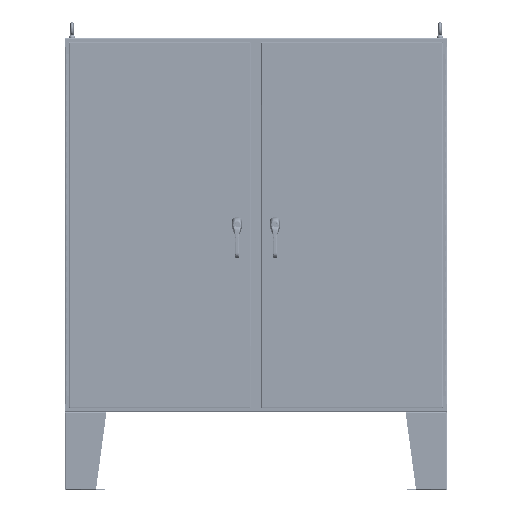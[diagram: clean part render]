
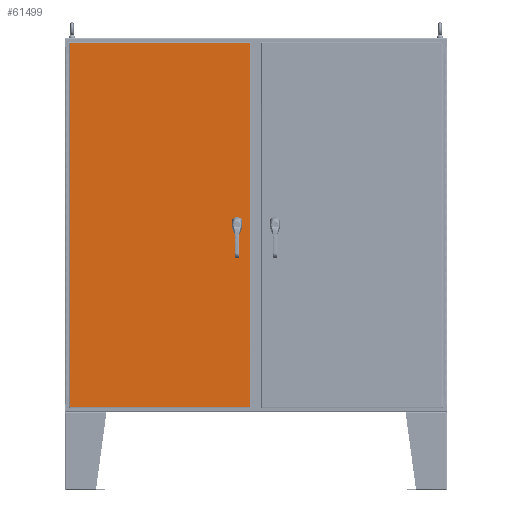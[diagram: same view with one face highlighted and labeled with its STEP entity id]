
A CAD part, top view. The second image highlights one B-rep face of the part: STEP entity #61499.
In plain terms, the highlighted planar face has unit normal (0, 0, 1).
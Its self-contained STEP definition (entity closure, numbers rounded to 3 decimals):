
#2401=FACE_BOUND('',#9374,.T.);
#2402=FACE_BOUND('',#9375,.T.);
#2403=FACE_BOUND('',#9376,.T.);
#2404=FACE_BOUND('',#9377,.T.);
#3530=PLANE('',#65631);
#5478=FACE_OUTER_BOUND('',#9373,.T.);
#9373=EDGE_LOOP('',(#42867,#42868,#42869,#42870));
#9374=EDGE_LOOP('',(#42871,#42872,#42873,#42874,#42875,#42876,#42877,#42878));
#9375=EDGE_LOOP('',(#42879));
#9376=EDGE_LOOP('',(#42880));
#9377=EDGE_LOOP('',(#42881));
#13645=CIRCLE('',#65577,0.453);
#13647=CIRCLE('',#65581,0.453);
#13649=CIRCLE('',#65585,0.453);
#13651=CIRCLE('',#65589,0.453);
#13653=CIRCLE('',#65592,0.14);
#13655=CIRCLE('',#65595,0.14);
#13657=CIRCLE('',#65598,0.14);
#17022=LINE('',#92666,#22023);
#17026=LINE('',#92678,#22027);
#17030=LINE('',#92690,#22031);
#17034=LINE('',#92702,#22035);
#17054=LINE('',#92773,#22055);
#17070=LINE('',#92895,#22071);
#17084=LINE('',#93012,#22085);
#17095=LINE('',#93123,#22096);
#22023=VECTOR('',#73634,0.427);
#22027=VECTOR('',#73646,0.427);
#22031=VECTOR('',#73658,0.427);
#22035=VECTOR('',#73670,0.427);
#22055=VECTOR('',#73726,70.295);
#22071=VECTOR('',#73756,34.67);
#22085=VECTOR('',#73784,70.295);
#22096=VECTOR('',#73807,34.67);
#27047=VERTEX_POINT('',#92663);
#27048=VERTEX_POINT('',#92665);
#27050=VERTEX_POINT('',#92671);
#27052=VERTEX_POINT('',#92677);
#27054=VERTEX_POINT('',#92683);
#27056=VERTEX_POINT('',#92689);
#27058=VERTEX_POINT('',#92695);
#27060=VERTEX_POINT('',#92701);
#27062=VERTEX_POINT('',#92710);
#27064=VERTEX_POINT('',#92715);
#27066=VERTEX_POINT('',#92720);
#27082=VERTEX_POINT('',#92761);
#27083=VERTEX_POINT('',#92772);
#27094=VERTEX_POINT('',#92884);
#27102=VERTEX_POINT('',#93001);
#32998=EDGE_CURVE('',#27048,#27047,#17022,.T.);
#33001=EDGE_CURVE('',#27050,#27048,#13645,.T.);
#33004=EDGE_CURVE('',#27052,#27050,#17026,.T.);
#33007=EDGE_CURVE('',#27054,#27052,#13647,.T.);
#33010=EDGE_CURVE('',#27056,#27054,#17030,.T.);
#33013=EDGE_CURVE('',#27058,#27056,#13649,.T.);
#33016=EDGE_CURVE('',#27060,#27058,#17034,.T.);
#33019=EDGE_CURVE('',#27047,#27060,#13651,.T.);
#33021=EDGE_CURVE('',#27062,#27062,#13653,.T.);
#33023=EDGE_CURVE('',#27064,#27064,#13655,.T.);
#33025=EDGE_CURVE('',#27066,#27066,#13657,.T.);
#33045=EDGE_CURVE('',#27083,#27082,#17054,.T.);
#33065=EDGE_CURVE('',#27082,#27094,#17070,.T.);
#33083=EDGE_CURVE('',#27094,#27102,#17084,.T.);
#33098=EDGE_CURVE('',#27102,#27083,#17095,.T.);
#42867=ORIENTED_EDGE('',*,*,#33045,.T.);
#42868=ORIENTED_EDGE('',*,*,#33065,.T.);
#42869=ORIENTED_EDGE('',*,*,#33083,.T.);
#42870=ORIENTED_EDGE('',*,*,#33098,.T.);
#42871=ORIENTED_EDGE('',*,*,#32998,.T.);
#42872=ORIENTED_EDGE('',*,*,#33019,.T.);
#42873=ORIENTED_EDGE('',*,*,#33016,.T.);
#42874=ORIENTED_EDGE('',*,*,#33013,.T.);
#42875=ORIENTED_EDGE('',*,*,#33010,.T.);
#42876=ORIENTED_EDGE('',*,*,#33007,.T.);
#42877=ORIENTED_EDGE('',*,*,#33004,.T.);
#42878=ORIENTED_EDGE('',*,*,#33001,.T.);
#42879=ORIENTED_EDGE('',*,*,#33021,.T.);
#42880=ORIENTED_EDGE('',*,*,#33023,.T.);
#42881=ORIENTED_EDGE('',*,*,#33025,.T.);
#61499=ADVANCED_FACE('',(#5478,#2401,#2402,#2403,#2404),#3530,.T.);
#65577=AXIS2_PLACEMENT_3D('',#92672,#73640,#73641);
#65581=AXIS2_PLACEMENT_3D('',#92684,#73652,#73653);
#65585=AXIS2_PLACEMENT_3D('',#92696,#73664,#73665);
#65589=AXIS2_PLACEMENT_3D('',#92706,#73676,#73677);
#65592=AXIS2_PLACEMENT_3D('',#92711,#73682,#73683);
#65595=AXIS2_PLACEMENT_3D('',#92716,#73688,#73689);
#65598=AXIS2_PLACEMENT_3D('',#92721,#73694,#73695);
#65631=AXIS2_PLACEMENT_3D('',#93226,#73832,#73833);
#73634=DIRECTION('',(0.,1.,0.));
#73640=DIRECTION('center_axis',(0.,0.,-1.));
#73641=DIRECTION('ref_axis',(-0.882,-0.471,0.));
#73646=DIRECTION('',(-1.,0.,0.));
#73652=DIRECTION('center_axis',(0.,0.,-1.));
#73653=DIRECTION('ref_axis',(0.471,-0.882,0.));
#73658=DIRECTION('',(0.,-1.,0.));
#73664=DIRECTION('center_axis',(0.,0.,-1.));
#73665=DIRECTION('ref_axis',(0.882,0.471,0.));
#73670=DIRECTION('',(1.,0.,0.));
#73676=DIRECTION('center_axis',(0.,0.,-1.));
#73677=DIRECTION('ref_axis',(-0.471,0.882,0.));
#73682=DIRECTION('center_axis',(0.,0.,-1.));
#73683=DIRECTION('ref_axis',(-1.,0.,0.));
#73688=DIRECTION('center_axis',(0.,0.,-1.));
#73689=DIRECTION('ref_axis',(-1.,0.,0.));
#73694=DIRECTION('center_axis',(0.,0.,-1.));
#73695=DIRECTION('ref_axis',(-1.,0.,0.));
#73726=DIRECTION('',(0.,1.,0.));
#73756=DIRECTION('',(-1.,0.,0.));
#73784=DIRECTION('',(0.,-1.,0.));
#73807=DIRECTION('',(1.,0.,0.));
#73832=DIRECTION('center_axis',(0.,0.,1.));
#73833=DIRECTION('ref_axis',(1.,0.,0.));
#92663=CARTESIAN_POINT('',(14.476,0.214,0.134));
#92665=CARTESIAN_POINT('',(14.476,-0.214,0.134));
#92666=CARTESIAN_POINT('',(14.476,0.107,0.134));
#92671=CARTESIAN_POINT('',(14.661,-0.399,0.134));
#92672=CARTESIAN_POINT('Origin',(14.875,0.,
0.134));
#92677=CARTESIAN_POINT('',(15.089,-0.399,0.134));
#92678=CARTESIAN_POINT('',(7.331,-0.4,0.134));
#92683=CARTESIAN_POINT('',(15.275,-0.214,0.134));
#92684=CARTESIAN_POINT('Origin',(14.875,0.,0.134));
#92689=CARTESIAN_POINT('',(15.275,0.214,0.134));
#92690=CARTESIAN_POINT('',(15.275,-0.107,0.134));
#92695=CARTESIAN_POINT('',(15.089,0.4,0.134));
#92696=CARTESIAN_POINT('Origin',(14.875,0.,0.134));
#92701=CARTESIAN_POINT('',(14.661,0.4,0.134));
#92702=CARTESIAN_POINT('',(7.544,0.4,0.134));
#92706=CARTESIAN_POINT('Origin',(14.875,0.,0.134));
#92710=CARTESIAN_POINT('',(15.015,0.885,0.134));
#92711=CARTESIAN_POINT('Origin',(14.875,0.885,0.134));
#92715=CARTESIAN_POINT('',(15.015,-0.886,0.134));
#92716=CARTESIAN_POINT('Origin',(14.875,-0.886,0.134));
#92720=CARTESIAN_POINT('',(15.015,-1.378,0.134));
#92721=CARTESIAN_POINT('Origin',(14.875,-1.378,0.134));
#92761=CARTESIAN_POINT('',(17.335,35.147,0.134));
#92772=CARTESIAN_POINT('',(17.335,-35.147,0.134));
#92773=CARTESIAN_POINT('',(17.335,-17.574,0.134));
#92884=CARTESIAN_POINT('',(-17.335,35.147,0.134));
#92895=CARTESIAN_POINT('',(8.667,35.147,0.134));
#93001=CARTESIAN_POINT('',(-17.335,-35.147,0.134));
#93012=CARTESIAN_POINT('',(-17.335,17.574,0.134));
#93123=CARTESIAN_POINT('',(-8.667,-35.147,0.134));
#93226=CARTESIAN_POINT('Origin',(0.,0.,
0.134));
